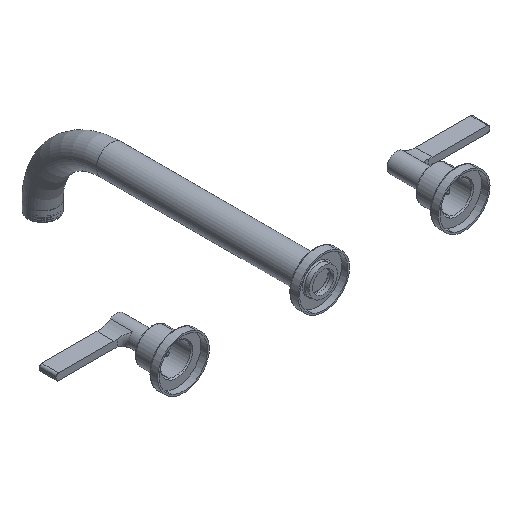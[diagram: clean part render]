
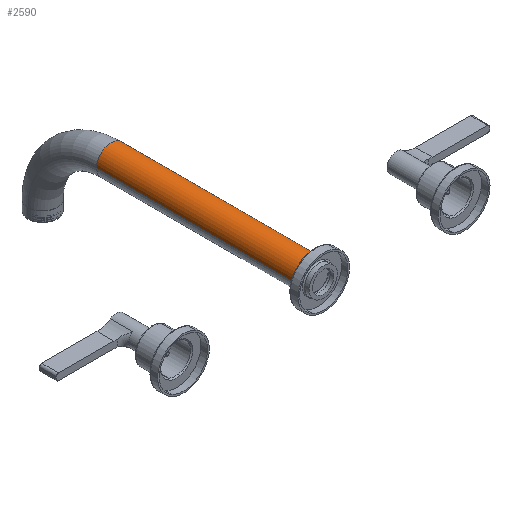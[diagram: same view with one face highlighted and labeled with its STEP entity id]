
A CAD part, isometric view. The second image highlights one B-rep face of the part: STEP entity #2590.
In plain terms, the highlighted cylindrical face has radius 13 mm (diameter 26 mm), a partial arc.
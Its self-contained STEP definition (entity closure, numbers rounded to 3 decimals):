
#2054=CARTESIAN_POINT('Vertex',(13.,46.,0.)) ;
#2056=CARTESIAN_POINT('Vertex',(-13.,46.,0.)) ;
#2059=CARTESIAN_POINT('Axis2P3D Location',(0.,46.,0.)) ;
#2522=CARTESIAN_POINT('Vertex',(13.,229.,0.)) ;
#2524=CARTESIAN_POINT('Vertex',(-13.,229.,0.)) ;
#2549=CARTESIAN_POINT('Axis2P3D Location',(0.,229.,0.)) ;
#2561=CARTESIAN_POINT('Axis2P3D Location',(0.,81.,0.)) ;
#2566=CARTESIAN_POINT('Line Origine',(13.,81.,0.)) ;
#2570=CARTESIAN_POINT('Vertex',(13.,116.,0.)) ;
#2573=CARTESIAN_POINT('Line Origine',(13.,81.,0.)) ;
#2578=CARTESIAN_POINT('Line Origine',(-13.,81.,0.)) ;
#2568=VECTOR('Line Direction',#2567,1.) ;
#2575=VECTOR('Line Direction',#2574,1.) ;
#2580=VECTOR('Line Direction',#2579,1.) ;
#2060=DIRECTION('Axis2P3D Direction',(0.,1.,-0.)) ;
#2550=DIRECTION('Axis2P3D Direction',(0.,1.,0.)) ;
#2562=DIRECTION('Axis2P3D Direction',(0.,1.,-0.)) ;
#2563=DIRECTION('Axis2P3D XDirection',(-1.,0.,0.)) ;
#2567=DIRECTION('Vector Direction',(0.,1.,0.)) ;
#2574=DIRECTION('Vector Direction',(0.,1.,0.)) ;
#2579=DIRECTION('Vector Direction',(0.,1.,0.)) ;
#2061=AXIS2_PLACEMENT_3D('Circle Axis2P3D',#2059,#2060,$) ;
#2551=AXIS2_PLACEMENT_3D('Circle Axis2P3D',#2549,#2550,$) ;
#2564=AXIS2_PLACEMENT_3D('Cylinder Axis2P3D',#2561,#2562,#2563) ;
#2569=LINE('Line',#2566,#2568) ;
#2576=LINE('Line',#2573,#2575) ;
#2581=LINE('Line',#2578,#2580) ;
#2062=CIRCLE('generated circle',#2061,13.) ;
#2552=CIRCLE('generated circle',#2551,13.) ;
#2565=CYLINDRICAL_SURFACE('generated cylinder',#2564,13.) ;
#2063=EDGE_CURVE('',#2057,#2055,#2062,.T.) ;
#2553=EDGE_CURVE('',#2525,#2523,#2552,.T.) ;
#2572=EDGE_CURVE('',#2571,#2055,#2569,.F.) ;
#2577=EDGE_CURVE('',#2571,#2523,#2576,.T.) ;
#2582=EDGE_CURVE('',#2525,#2057,#2581,.F.) ;
#2584=ORIENTED_EDGE('',*,*,#2063,.T.) ;
#2585=ORIENTED_EDGE('',*,*,#2572,.F.) ;
#2586=ORIENTED_EDGE('',*,*,#2577,.T.) ;
#2587=ORIENTED_EDGE('',*,*,#2553,.F.) ;
#2588=ORIENTED_EDGE('',*,*,#2582,.T.) ;
#2583=EDGE_LOOP('',(#2584,#2585,#2586,#2587,#2588)) ;
#2055=VERTEX_POINT('',#2054) ;
#2057=VERTEX_POINT('',#2056) ;
#2523=VERTEX_POINT('',#2522) ;
#2525=VERTEX_POINT('',#2524) ;
#2571=VERTEX_POINT('',#2570) ;
#2590=ADVANCED_FACE('PR9A475.1\\P46465.1\\PartBody',(#2589),#2565,.T.) ;
#2589=FACE_OUTER_BOUND('',#2583,.T.) ;
